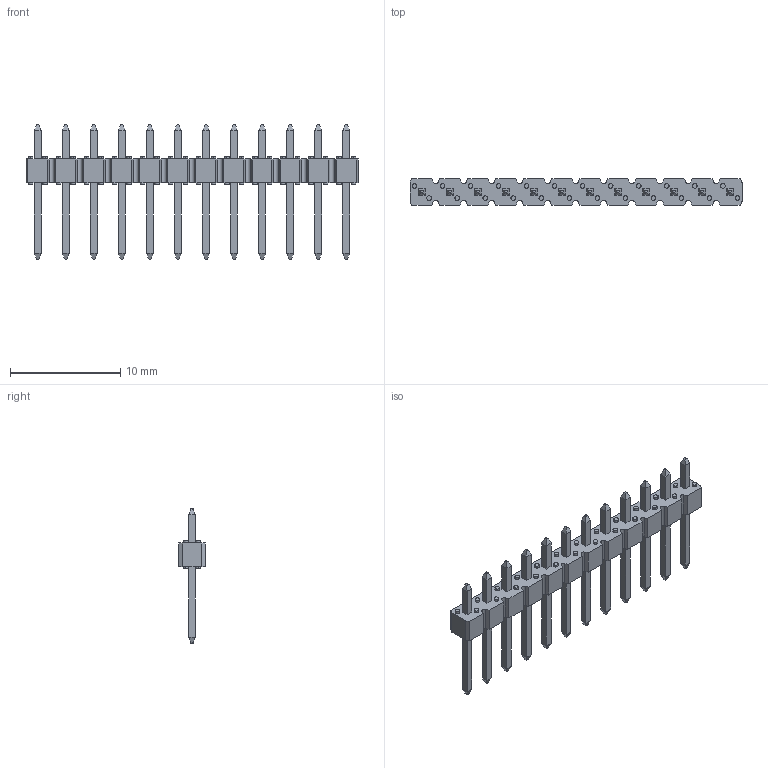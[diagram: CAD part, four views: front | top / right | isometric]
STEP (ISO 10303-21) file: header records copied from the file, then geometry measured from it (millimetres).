
FILE_DESCRIPTION (( 'STEP AP214' ), '1' );
FILE_NAME ('77311-124-12LF.STEP', '2023-09-12T11:04:26', ( '' ), ( '' ), 'SwSTEP 2.0', 'SolidWorks 2020', '' );
FILE_SCHEMA (( 'AUTOMOTIVE_DESIGN' ));
Length unit declared in the file: millimetre
Products named in the file (1): 77311-124-12LF
Bounding box: 30.08 x 2.41 x 12.2 mm (x, y, z)
Volume: 188.5 mm3; surface area: 589.4 mm2
Topology: 1 solids, 1 shells, 462 faces, 1068 edges, 680 vertices
Faces by surface type: plane 316, cylinder 146
Entity records: 13682 total; most frequent: CARTESIAN_POINT 3027, DIRECTION 2190, ORIENTED_EDGE 2136, EDGE_CURVE 1068, LINE 776, VECTOR 776, AXIS2_PLACEMENT_3D 707, VERTEX_POINT 680
